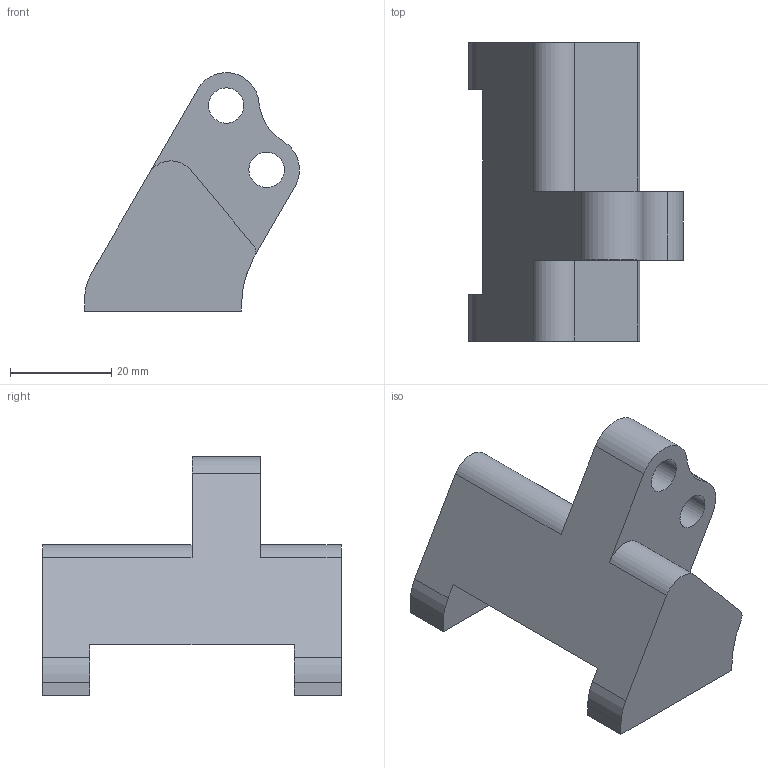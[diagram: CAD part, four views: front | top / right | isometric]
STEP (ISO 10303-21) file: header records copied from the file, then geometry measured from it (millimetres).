
FILE_DESCRIPTION(('CATIA V5 STEP Exchange'),'2;1');
FILE_NAME('mod-3229-01-support-moteur-eD1-AV-velomobile-3mm.stp','2016-09-14T19:22:28+00:00',('none'),('none'),'CATIA Version 5 Release 19 GA (IN-10)','CATIA V5 STEP AP203','none');
FILE_SCHEMA(('CONFIG_CONTROL_DESIGN'));
Length unit declared in the file: millimetre
Products named in the file (1): mod-3229-01-support-moteur-velomobile-AV-3mm
Bounding box: 42.5 x 59 x 47.2 mm (x, y, z)
Volume: 32386.6 mm3; surface area: 10145 mm2
Topology: 1 solids, 1 shells, 39 faces, 107 edges, 68 vertices
Faces by surface type: cylinder 18, plane 17, cone 4
Entity records: 1176 total; most frequent: ORIENTED_EDGE 206, CARTESIAN_POINT 200, DIRECTION 159, EDGE_CURVE 103, AXIS2_PLACEMENT_3D 69, VERTEX_POINT 68, VECTOR 63, LINE 63
